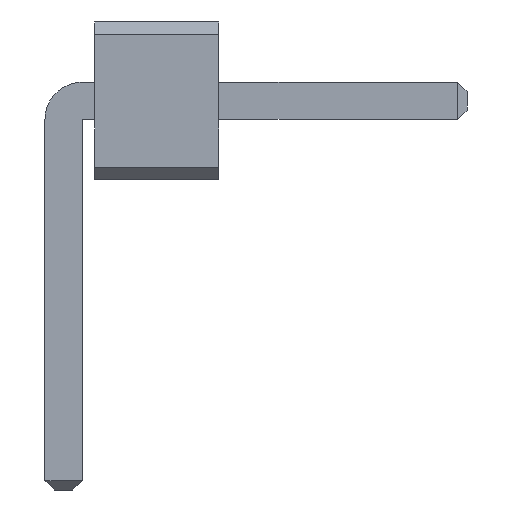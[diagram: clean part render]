
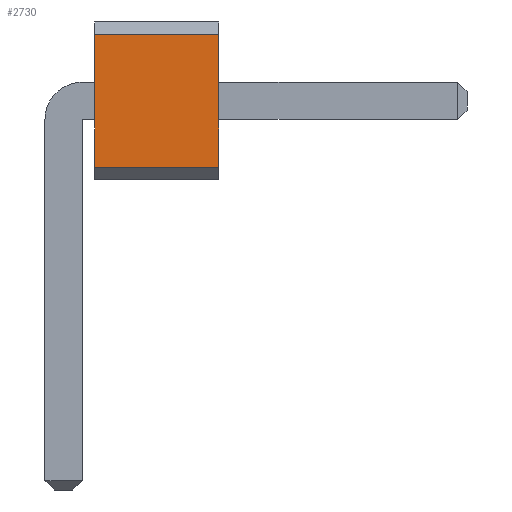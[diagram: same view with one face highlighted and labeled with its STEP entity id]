
A CAD part, front view. The second image highlights one B-rep face of the part: STEP entity #2730.
In plain terms, the highlighted planar face has unit normal (0, -1, 0).
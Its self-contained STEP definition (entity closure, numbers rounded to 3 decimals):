
#358 = VERTEX_POINT('',#359);
#359 = CARTESIAN_POINT('',(0.25,-9.5,1.17));
#365 = EDGE_CURVE('',#366,#358,#368,.T.);
#366 = VERTEX_POINT('',#367);
#367 = CARTESIAN_POINT('',(0.25,-9.5,0.1));
#368 = LINE('',#369,#370);
#369 = CARTESIAN_POINT('',(0.25,-9.5,0.1));
#370 = VECTOR('',#371,1.);
#371 = DIRECTION('',(0.,0.,1.));
#1179 = VERTEX_POINT('',#1180);
#1180 = CARTESIAN_POINT('',(1.25,-9.5,1.17));
#1186 = EDGE_CURVE('',#1187,#1179,#1189,.T.);
#1187 = VERTEX_POINT('',#1188);
#1188 = CARTESIAN_POINT('',(1.25,-9.5,0.1));
#1189 = LINE('',#1190,#1191);
#1190 = CARTESIAN_POINT('',(1.25,-9.5,0.1));
#1191 = VECTOR('',#1192,1.);
#1192 = DIRECTION('',(0.,0.,1.));
#2702 = EDGE_CURVE('',#366,#1187,#2703,.T.);
#2703 = LINE('',#2704,#2705);
#2704 = CARTESIAN_POINT('',(0.25,-9.5,0.1));
#2705 = VECTOR('',#2706,1.);
#2706 = DIRECTION('',(1.,0.,0.));
#2730 = ADVANCED_FACE('',(#2731),#2742,.T.);
#2731 = FACE_BOUND('',#2732,.T.);
#2732 = EDGE_LOOP('',(#2733,#2734,#2735,#2741));
#2733 = ORIENTED_EDGE('',*,*,#2702,.T.);
#2734 = ORIENTED_EDGE('',*,*,#1186,.T.);
#2735 = ORIENTED_EDGE('',*,*,#2736,.F.);
#2736 = EDGE_CURVE('',#358,#1179,#2737,.T.);
#2737 = LINE('',#2738,#2739);
#2738 = CARTESIAN_POINT('',(0.25,-9.5,1.17));
#2739 = VECTOR('',#2740,1.);
#2740 = DIRECTION('',(1.,0.,0.));
#2741 = ORIENTED_EDGE('',*,*,#365,.F.);
#2742 = PLANE('',#2743);
#2743 = AXIS2_PLACEMENT_3D('',#2744,#2745,#2746);
#2744 = CARTESIAN_POINT('',(0.25,-9.5,0.1));
#2745 = DIRECTION('',(0.,-1.,0.));
#2746 = DIRECTION('',(0.,0.,1.));
